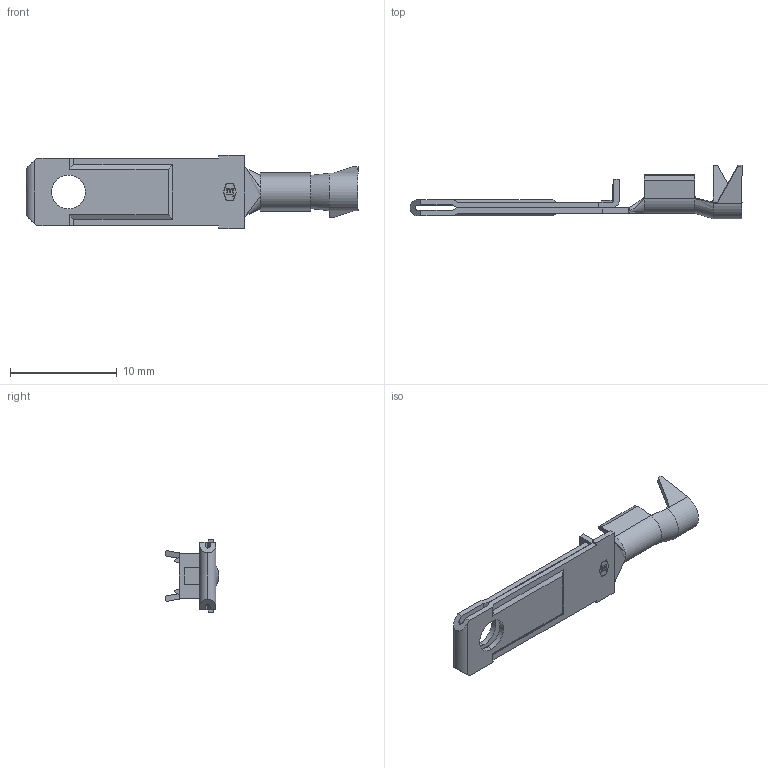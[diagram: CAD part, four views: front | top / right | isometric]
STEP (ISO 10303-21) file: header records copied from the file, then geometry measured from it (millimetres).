
FILE_DESCRIPTION (( 'STEP AP203' ), '1' );
FILE_NAME ('09877.STEP', '2015-02-23T15:34:19', ( '' ), ( '' ), 'SwSTEP 2.0', 'SolidWorks 2014', '' );
FILE_SCHEMA (( 'CONFIG_CONTROL_DESIGN' ));
Length unit declared in the file: inch
Products named in the file (1): 09877
Bounding box: 31.04 x 5.03 x 6.86 mm (x, y, z)
Volume: 160 mm3; surface area: 719.9 mm2
Topology: 1 solids, 1 shells, 204 faces, 546 edges, 348 vertices
Faces by surface type: plane 151, cylinder 25, bspline 16, cone 12
Entity records: 6653 total; most frequent: CARTESIAN_POINT 1619, ORIENTED_EDGE 1092, DIRECTION 923, EDGE_CURVE 546, LINE 445, VECTOR 445, VERTEX_POINT 348, AXIS2_PLACEMENT_3D 239
